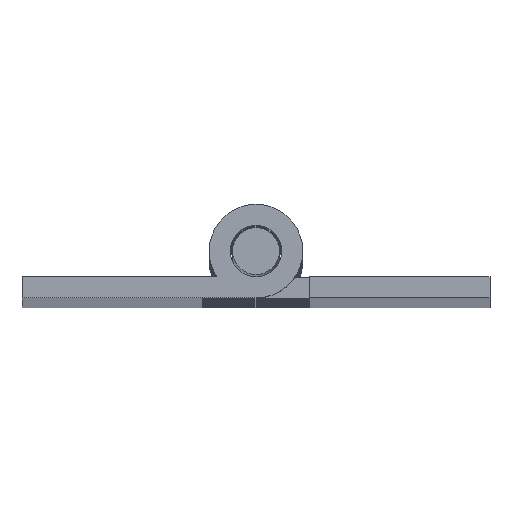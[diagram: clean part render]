
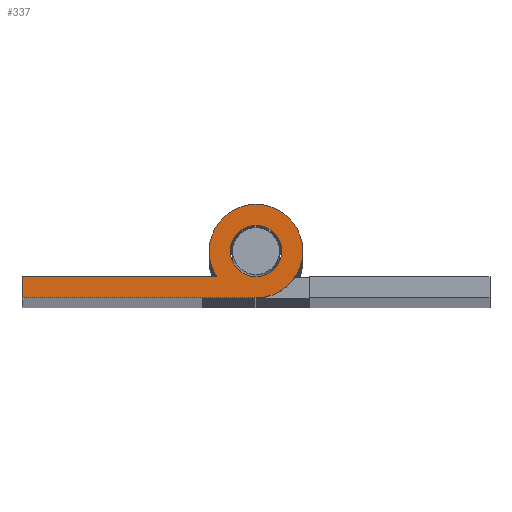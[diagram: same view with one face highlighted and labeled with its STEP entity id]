
A CAD part, top view. The second image highlights one B-rep face of the part: STEP entity #337.
In plain terms, the highlighted planar face has unit normal (0, 0, 1).
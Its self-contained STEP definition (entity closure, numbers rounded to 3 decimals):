
#186 = EDGE_CURVE ( 'NONE', #4692, #784, #5056, .T. ) ;
#337 = ADVANCED_FACE ( 'NONE', ( #1104, #1105 ), #2816, .T. ) ;
#339 = EDGE_CURVE ( 'NONE', #784, #998, #1107, .T. ) ;
#347 = EDGE_CURVE ( 'NONE', #4675, #4692, #1116, .T. ) ;
#587 = AXIS2_PLACEMENT_3D ( 'NONE', #2820, #3050, #3051 ) ;
#658 = VECTOR ( 'NONE', #3041, 1000. ) ;
#693 = VECTOR ( 'NONE', #3071, 1000. ) ;
#784 = VERTEX_POINT ( 'NONE', #6673 ) ;
#850 = EDGE_LOOP ( 'NONE', ( #3716, #3715 ) ) ;
#882 = EDGE_LOOP ( 'NONE', ( #3701, #3810, #3764, #3802, #3497, #3688 ) ) ;
#930 = VERTEX_POINT ( 'NONE', #6660 ) ;
#995 = VERTEX_POINT ( 'NONE', #6632 ) ;
#998 = VERTEX_POINT ( 'NONE', #6655 ) ;
#1104 = FACE_OUTER_BOUND ( 'NONE', #882, .T. ) ;
#1105 = FACE_BOUND ( 'NONE', #850, .T. ) ;
#1107 = LINE ( 'NONE', #3044, #658 ) ;
#1116 = LINE ( 'NONE', #3060, #693 ) ;
#1666 = EDGE_CURVE ( 'NONE', #995, #930, #6196, .T. ) ;
#1689 = EDGE_CURVE ( 'NONE', #4628, #4672, #6187, .T. ) ;
#1695 = EDGE_CURVE ( 'NONE', #4672, #4675, #6252, .T. ) ;
#1701 = EDGE_CURVE ( 'NONE', #998, #4628, #6219, .T. ) ;
#1712 = EDGE_CURVE ( 'NONE', #930, #995, #6162, .T. ) ;
#1729 = DIRECTION ( 'NONE',  ( 0., 0., 1. ) ) ;
#1731 = DIRECTION ( 'NONE',  ( 0., 0., 1. ) ) ;
#1735 = CARTESIAN_POINT ( 'NONE',  ( 0., 0., 600. ) ) ;
#1739 = DIRECTION ( 'NONE',  ( 1., 0., 0. ) ) ;
#1747 = DIRECTION ( 'NONE',  ( 1., 0., 0. ) ) ;
#1751 = DIRECTION ( 'NONE',  ( 1., 0., 0. ) ) ;
#1771 = DIRECTION ( 'NONE',  ( 0., 0., 1. ) ) ;
#1779 = CARTESIAN_POINT ( 'NONE',  ( 0., 0., 600. ) ) ;
#1797 = CARTESIAN_POINT ( 'NONE',  ( 0., 0., 600. ) ) ;
#1798 = DIRECTION ( 'NONE',  ( 1., 0., 0. ) ) ;
#1801 = CARTESIAN_POINT ( 'NONE',  ( 0., 0., 600. ) ) ;
#1819 = DIRECTION ( 'NONE',  ( 0., 0., 1. ) ) ;
#2036 = CARTESIAN_POINT ( 'NONE',  ( 10., 0., 600. ) ) ;
#2080 = CARTESIAN_POINT ( 'NONE',  ( -10., 0., 600. ) ) ;
#2083 = CARTESIAN_POINT ( 'NONE',  ( -8.352, -5.5, 600. ) ) ;
#2100 = CARTESIAN_POINT ( 'NONE',  ( -50., -5.5, 600. ) ) ;
#2580 = VECTOR ( 'NONE', #6306, 1000. ) ;
#2816 = PLANE ( 'NONE',  #587 ) ;
#2820 = CARTESIAN_POINT ( 'NONE',  ( 0., 0., 600. ) ) ;
#3041 = DIRECTION ( 'NONE',  ( 1., 0., 0. ) ) ;
#3044 = CARTESIAN_POINT ( 'NONE',  ( 0., -10., 600. ) ) ;
#3050 = DIRECTION ( 'NONE',  ( 0., 0., 1. ) ) ;
#3051 = DIRECTION ( 'NONE',  ( 1., 0., 0. ) ) ;
#3060 = CARTESIAN_POINT ( 'NONE',  ( -50., -5.5, 600. ) ) ;
#3071 = DIRECTION ( 'NONE',  ( -1., 0., 0. ) ) ;
#3497 = ORIENTED_EDGE ( 'NONE', *, *, #186, .T. ) ;
#3688 = ORIENTED_EDGE ( 'NONE', *, *, #339, .T. ) ;
#3701 = ORIENTED_EDGE ( 'NONE', *, *, #1701, .T. ) ;
#3715 = ORIENTED_EDGE ( 'NONE', *, *, #1712, .F. ) ;
#3716 = ORIENTED_EDGE ( 'NONE', *, *, #1666, .F. ) ;
#3764 = ORIENTED_EDGE ( 'NONE', *, *, #1695, .T. ) ;
#3802 = ORIENTED_EDGE ( 'NONE', *, *, #347, .T. ) ;
#3810 = ORIENTED_EDGE ( 'NONE', *, *, #1689, .T. ) ;
#4628 = VERTEX_POINT ( 'NONE', #2036 ) ;
#4672 = VERTEX_POINT ( 'NONE', #2080 ) ;
#4675 = VERTEX_POINT ( 'NONE', #2083 ) ;
#4692 = VERTEX_POINT ( 'NONE', #2100 ) ;
#5056 = LINE ( 'NONE', #6278, #2580 ) ;
#6160 = AXIS2_PLACEMENT_3D ( 'NONE', #1735, #1729, #1747 ) ;
#6162 = CIRCLE ( 'NONE', #6205, 5.5 ) ;
#6171 = AXIS2_PLACEMENT_3D ( 'NONE', #1797, #1771, #1798 ) ;
#6187 = CIRCLE ( 'NONE', #6160, 10. ) ;
#6191 = AXIS2_PLACEMENT_3D ( 'NONE', #6806, #6647, #6732 ) ;
#6196 = CIRCLE ( 'NONE', #6191, 5.5 ) ;
#6199 = AXIS2_PLACEMENT_3D ( 'NONE', #1779, #1731, #1739 ) ;
#6205 = AXIS2_PLACEMENT_3D ( 'NONE', #1801, #1819, #1751 ) ;
#6219 = CIRCLE ( 'NONE', #6171, 10. ) ;
#6252 = CIRCLE ( 'NONE', #6199, 10. ) ;
#6278 = CARTESIAN_POINT ( 'NONE',  ( -50., -10., 600. ) ) ;
#6306 = DIRECTION ( 'NONE',  ( 0., -1., 0. ) ) ;
#6632 = CARTESIAN_POINT ( 'NONE',  ( -5.5, 0., 600. ) ) ;
#6647 = DIRECTION ( 'NONE',  ( 0., 0., 1. ) ) ;
#6655 = CARTESIAN_POINT ( 'NONE',  ( 0., -10., 600. ) ) ;
#6660 = CARTESIAN_POINT ( 'NONE',  ( 5.5, 0., 600. ) ) ;
#6673 = CARTESIAN_POINT ( 'NONE',  ( -50., -10., 600. ) ) ;
#6732 = DIRECTION ( 'NONE',  ( 1., 0., 0. ) ) ;
#6806 = CARTESIAN_POINT ( 'NONE',  ( 0., 0., 600. ) ) ;
